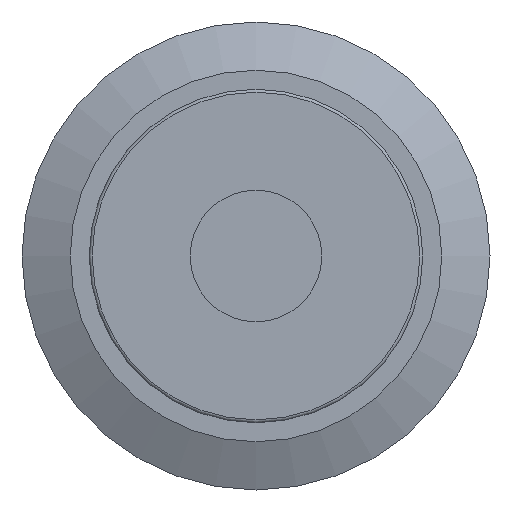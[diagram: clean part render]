
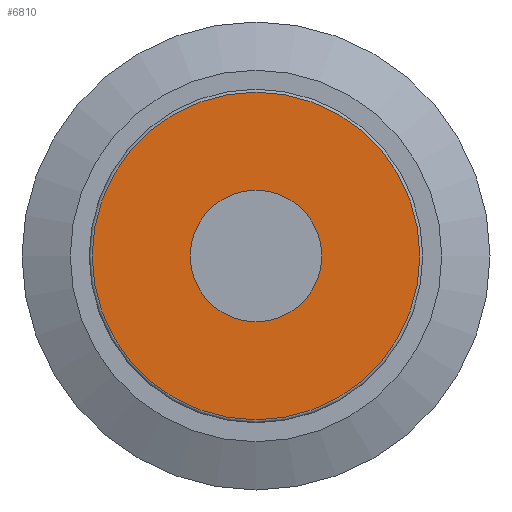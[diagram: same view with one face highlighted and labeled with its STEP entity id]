
A CAD part, left-side view. The second image highlights one B-rep face of the part: STEP entity #6810.
In plain terms, the highlighted planar face has unit normal (-1, 0, 0).
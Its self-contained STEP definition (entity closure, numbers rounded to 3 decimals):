
#1639=FACE_BOUND('',#2116,.T.);
#1715=FACE_OUTER_BOUND('',#2115,.T.);
#2115=EDGE_LOOP('',(#4499));
#2116=EDGE_LOOP('',(#4500,#4501));
#2550=CIRCLE('',#7229,4.5);
#2551=CIRCLE('',#7230,4.5);
#2554=CIRCLE('',#7234,11.2);
#2822=VERTEX_POINT('',#10006);
#2823=VERTEX_POINT('',#10007);
#2825=VERTEX_POINT('',#10013);
#3463=EDGE_CURVE('',#2822,#2823,#2550,.T.);
#3464=EDGE_CURVE('',#2823,#2822,#2551,.T.);
#3467=EDGE_CURVE('',#2825,#2825,#2554,.T.);
#4499=ORIENTED_EDGE('',*,*,#3467,.F.);
#4500=ORIENTED_EDGE('',*,*,#3464,.T.);
#4501=ORIENTED_EDGE('',*,*,#3463,.T.);
#6554=PLANE('',#7235);
#6810=ADVANCED_FACE('',(#1715,#1639),#6554,.F.);
#7229=AXIS2_PLACEMENT_3D('',#10008,#7904,#7905);
#7230=AXIS2_PLACEMENT_3D('',#10009,#7906,#7907);
#7234=AXIS2_PLACEMENT_3D('',#10015,#7914,#7915);
#7235=AXIS2_PLACEMENT_3D('',#10016,#7916,#7917);
#7904=DIRECTION('center_axis',(1.,0.,0.));
#7905=DIRECTION('ref_axis',(0.,0.,1.));
#7906=DIRECTION('center_axis',(1.,0.,0.));
#7907=DIRECTION('ref_axis',(0.,0.,1.));
#7914=DIRECTION('center_axis',(1.,0.,0.));
#7915=DIRECTION('ref_axis',(0.,0.,1.));
#7916=DIRECTION('center_axis',(1.,0.,0.));
#7917=DIRECTION('ref_axis',(0.,0.,1.));
#10006=CARTESIAN_POINT('',(-2.,0.,4.5));
#10007=CARTESIAN_POINT('',(-2.,0.,-4.5));
#10008=CARTESIAN_POINT('Origin',(-2.,0.,0.));
#10009=CARTESIAN_POINT('Origin',(-2.,0.,0.));
#10013=CARTESIAN_POINT('',(-2.,0.,-11.2));
#10015=CARTESIAN_POINT('Origin',(-2.,0.,0.));
#10016=CARTESIAN_POINT('Origin',(-2.,0.,0.));
